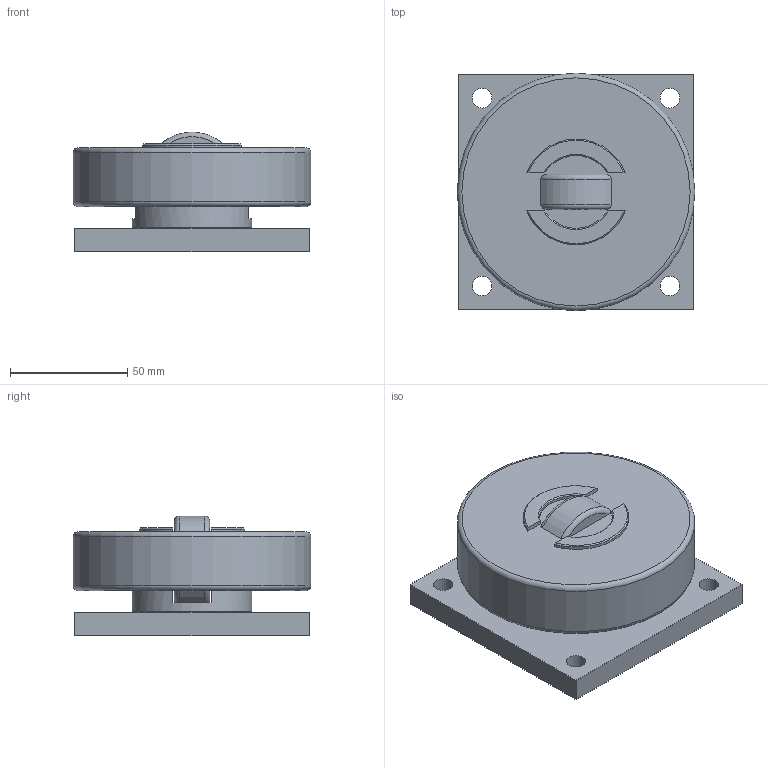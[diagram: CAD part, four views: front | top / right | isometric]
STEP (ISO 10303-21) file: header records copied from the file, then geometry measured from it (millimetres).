
FILE_DESCRIPTION(/* description */ ('-','CAx-IF Rec.Pracs.---Representation and Presentation of Product Manufacturing Information (PMI)---4.0---2014-10-13'),/* implementation_level */ '2;1');
FILE_NAME(/* name */ 'a3092333-35a1-40d8-9c59-7f360774be6b.stp',/* time_stamp */ '2020-04-01T16:04:13+02:00',/* author */ ('-'),/* organization */ ('NTI CADcenter A/S'),/* preprocessor_version */ 'ST-DEVELOPER v18',/* originating_system */ 'Autodesk Inventor 2020',/* authorisation */ '-');
FILE_SCHEMA (('AP242_MANAGED_MODEL_BASED_3D_ENGINEERING_MIM_LF { 1 0 10303 442 1 1 4 }'));
Length unit declared in the file: millimetre
Products named in the file (1): AS 100.0200 BQ1000_Kontur
Bounding box: 101.2 x 101.2 x 51 mm (x, y, z)
Surface area: 97976.8 mm2
Topology: 2 solids, 2 shells, 108 faces, 302 edges, 208 vertices
Faces by surface type: plane 54, cylinder 30, cone 12, torus 12
Full cylindrical faces by diameter (mm): 8.376 x8, 31 x2, 51 x2, 101.2 x2
Entity records: 3742 total; most frequent: CARTESIAN_POINT 795, DIRECTION 620, ORIENTED_EDGE 604, EDGE_CURVE 302, AXIS2_PLACEMENT_3D 241, VERTEX_POINT 208, EDGE_LOOP 142, LINE 138
